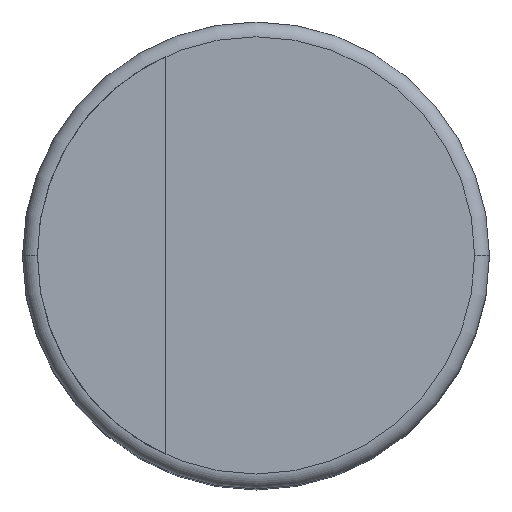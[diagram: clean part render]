
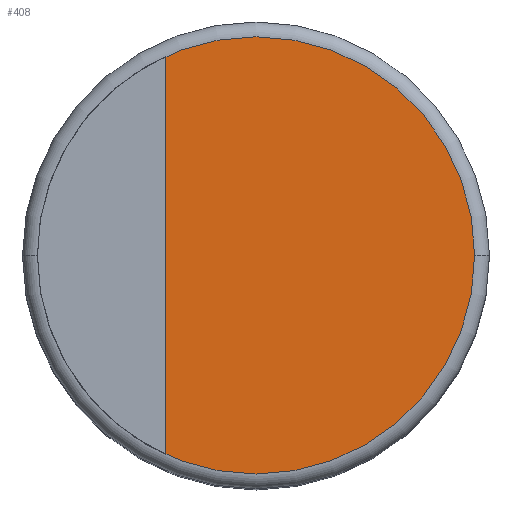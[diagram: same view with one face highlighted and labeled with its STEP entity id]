
A CAD part, top view. The second image highlights one B-rep face of the part: STEP entity #408.
In plain terms, the highlighted planar face has unit normal (0, 0, 1).
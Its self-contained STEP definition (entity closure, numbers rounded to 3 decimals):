
#19 = ORIENTED_EDGE ( 'NONE', *, *, #525, .F. ) ;
#50 = DIRECTION ( 'NONE',  ( 0., 0., -1. ) ) ;
#65 = PLANE ( 'NONE',  #662 ) ;
#78 = EDGE_CURVE ( 'NONE', #637, #330, #891, .T. ) ;
#94 = AXIS2_PLACEMENT_3D ( 'NONE', #387, #603, #470 ) ;
#130 = FACE_OUTER_BOUND ( 'NONE', #761, .T. ) ;
#197 = CARTESIAN_POINT ( 'NONE',  ( -2.95, 0., 9. ) ) ;
#330 = VERTEX_POINT ( 'NONE', #509 ) ;
#368 = CARTESIAN_POINT ( 'NONE',  ( 0., 0., 9. ) ) ;
#387 = CARTESIAN_POINT ( 'NONE',  ( 0., 0., 9. ) ) ;
#408 = ADVANCED_FACE ( 'NONE', ( #130 ), #65, .T. ) ;
#438 = DIRECTION ( 'NONE',  ( 0., 0., 1. ) ) ;
#464 = CIRCLE ( 'NONE', #94, 2.95 ) ;
#470 = DIRECTION ( 'NONE',  ( -1., 0., 0. ) ) ;
#509 = CARTESIAN_POINT ( 'NONE',  ( 2.95, 0., 9. ) ) ;
#525 = EDGE_CURVE ( 'NONE', #330, #637, #464, .T. ) ;
#554 = DIRECTION ( 'NONE',  ( -1., 0., 0. ) ) ;
#568 = AXIS2_PLACEMENT_3D ( 'NONE', #693, #50, #554 ) ;
#603 = DIRECTION ( 'NONE',  ( 0., 0., -1. ) ) ;
#637 = VERTEX_POINT ( 'NONE', #197 ) ;
#662 = AXIS2_PLACEMENT_3D ( 'NONE', #368, #438, #888 ) ;
#693 = CARTESIAN_POINT ( 'NONE',  ( 0., 0., 9. ) ) ;
#761 = EDGE_LOOP ( 'NONE', ( #772, #19 ) ) ;
#772 = ORIENTED_EDGE ( 'NONE', *, *, #78, .F. ) ;
#888 = DIRECTION ( 'NONE',  ( 1., 0., 0. ) ) ;
#891 = CIRCLE ( 'NONE', #568, 2.95 ) ;
